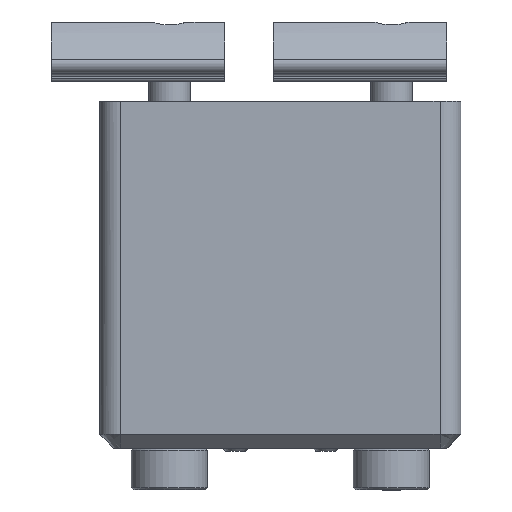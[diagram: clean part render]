
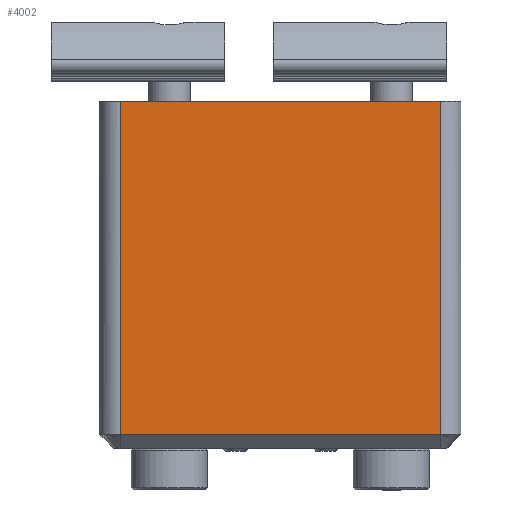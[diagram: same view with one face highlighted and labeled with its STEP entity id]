
A CAD part, left-side view. The second image highlights one B-rep face of the part: STEP entity #4002.
In plain terms, the highlighted face is planar.
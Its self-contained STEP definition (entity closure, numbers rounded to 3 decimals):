
#301=PLANE('',#4441);
#501=FACE_OUTER_BOUND('',#757,.T.);
#757=EDGE_LOOP('',(#3548,#3549,#3550,#3551));
#1182=LINE('',#6498,#1555);
#1263=LINE('',#6794,#1636);
#1264=LINE('',#6829,#1637);
#1265=LINE('',#6830,#1638);
#1555=VECTOR('',#5252,10.);
#1636=VECTOR('',#5483,10.);
#1637=VECTOR('',#5486,10.);
#1638=VECTOR('',#5487,10.);
#1953=VERTEX_POINT('',#6495);
#1954=VERTEX_POINT('',#6497);
#2041=VERTEX_POINT('',#6783);
#2042=VERTEX_POINT('',#6828);
#2433=EDGE_CURVE('',#1953,#1954,#1182,.T.);
#2561=EDGE_CURVE('',#2041,#1953,#1263,.T.);
#2564=EDGE_CURVE('',#2042,#2041,#1264,.T.);
#2565=EDGE_CURVE('',#1954,#2042,#1265,.T.);
#3548=ORIENTED_EDGE('',*,*,#2561,.F.);
#3549=ORIENTED_EDGE('',*,*,#2564,.F.);
#3550=ORIENTED_EDGE('',*,*,#2565,.F.);
#3551=ORIENTED_EDGE('',*,*,#2433,.F.);
#4002=ADVANCED_FACE('',(#501),#301,.T.);
#4441=AXIS2_PLACEMENT_3D('',#6827,#5484,#5485);
#5252=DIRECTION('',(0.,1.,0.));
#5483=DIRECTION('',(-1.,0.,0.));
#5484=DIRECTION('center_axis',(0.,0.,
1.));
#5485=DIRECTION('ref_axis',(0.,1.,0.));
#5486=DIRECTION('',(0.,-1.,0.));
#5487=DIRECTION('',(1.,0.,0.));
#6495=CARTESIAN_POINT('',(-63.075,-62.622,50.));
#6497=CARTESIAN_POINT('',(-63.075,-39.622,50.));
#6498=CARTESIAN_POINT('',(-63.075,-38.072,50.));
#6783=CARTESIAN_POINT('',(-39.075,-62.622,50.));
#6794=CARTESIAN_POINT('',(-33.187,-62.622,50.));
#6827=CARTESIAN_POINT('Origin',(-37.075,-64.173,50.));
#6828=CARTESIAN_POINT('',(-39.075,-39.622,50.));
#6829=CARTESIAN_POINT('',(-39.075,-59.472,50.));
#6830=CARTESIAN_POINT('',(-33.187,-39.622,50.));
